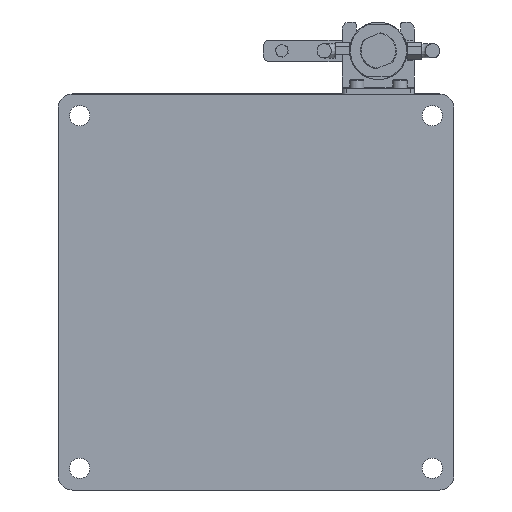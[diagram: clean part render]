
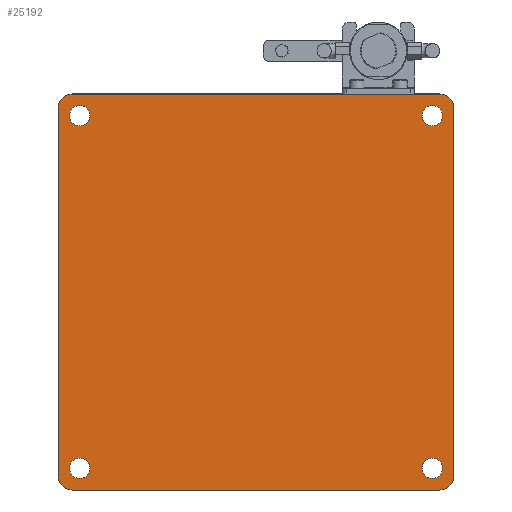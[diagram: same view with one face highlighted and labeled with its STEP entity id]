
A CAD part, left-side view. The second image highlights one B-rep face of the part: STEP entity #25192.
In plain terms, the highlighted planar face has unit normal (-1, 0, 0).
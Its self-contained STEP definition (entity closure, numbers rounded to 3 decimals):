
#21 = CARTESIAN_POINT ( 'NONE',  ( 567.253, -148.573, 298.568 ) ) ;
#28 = CIRCLE ( 'NONE', #19336, 7. ) ;
#214 = VERTEX_POINT ( 'NONE', #21 ) ;
#303 = ORIENTED_EDGE ( 'NONE', *, *, #1609, .T. ) ;
#507 = CIRCLE ( 'NONE', #16054, 7. ) ;
#859 = CARTESIAN_POINT ( 'NONE',  ( 567.253, -138.573, 288.568 ) ) ;
#1022 = EDGE_CURVE ( 'NONE', #16130, #214, #12275, .T. ) ;
#1059 = EDGE_CURVE ( 'NONE', #16984, #16984, #507, .T. ) ;
#1153 = DIRECTION ( 'NONE',  ( 0., 0., 1. ) ) ;
#1235 = CARTESIAN_POINT ( 'NONE',  ( 567.253, 116.427, 298.568 ) ) ;
#1462 = CARTESIAN_POINT ( 'NONE',  ( 567.253, 111.427, 310.568 ) ) ;
#1503 = EDGE_LOOP ( 'NONE', ( #15442 ) ) ;
#1544 = EDGE_LOOP ( 'NONE', ( #7753, #4311, #4508, #6712, #10623, #3665, #303, #11336 ) ) ;
#1609 = EDGE_CURVE ( 'NONE', #214, #6844, #25249, .T. ) ;
#2463 = VERTEX_POINT ( 'NONE', #11030 ) ;
#2516 = DIRECTION ( 'NONE',  ( 0., 0., 1. ) ) ;
#2652 = DIRECTION ( 'NONE',  ( -1., 0., 0. ) ) ;
#3009 = CARTESIAN_POINT ( 'NONE',  ( 567.253, 111.427, 555.568 ) ) ;
#3665 = ORIENTED_EDGE ( 'NONE', *, *, #1022, .T. ) ;
#3886 = CARTESIAN_POINT ( 'NONE',  ( 567.253, 111.427, 303.568 ) ) ;
#4102 = CARTESIAN_POINT ( 'NONE',  ( 567.253, -138.573, 553.568 ) ) ;
#4143 = DIRECTION ( 'NONE',  ( 1., 0., 0. ) ) ;
#4290 = CIRCLE ( 'NONE', #5551, 7. ) ;
#4305 = VECTOR ( 'NONE', #8856, 1000. ) ;
#4311 = ORIENTED_EDGE ( 'NONE', *, *, #10759, .T. ) ;
#4508 = ORIENTED_EDGE ( 'NONE', *, *, #5844, .T. ) ;
#4567 = DIRECTION ( 'NONE',  ( 1., 0., 0. ) ) ;
#5222 = CIRCLE ( 'NONE', #23702, 7. ) ;
#5315 = DIRECTION ( 'NONE',  ( -1., 0., 0. ) ) ;
#5551 = AXIS2_PLACEMENT_3D ( 'NONE', #21657, #16021, #7603 ) ;
#5844 = EDGE_CURVE ( 'NONE', #25379, #2463, #12902, .T. ) ;
#6272 = ORIENTED_EDGE ( 'NONE', *, *, #8448, .T. ) ;
#6281 = CARTESIAN_POINT ( 'NONE',  ( 567.253, -138.573, 563.568 ) ) ;
#6366 = EDGE_LOOP ( 'NONE', ( #6272 ) ) ;
#6712 = ORIENTED_EDGE ( 'NONE', *, *, #9583, .T. ) ;
#6844 = VERTEX_POINT ( 'NONE', #22136 ) ;
#7022 = CARTESIAN_POINT ( 'NONE',  ( 567.253, -148.573, 426.068 ) ) ;
#7040 = CARTESIAN_POINT ( 'NONE',  ( 567.253, -11.073, 426.068 ) ) ;
#7233 = LINE ( 'NONE', #21148, #22251 ) ;
#7548 = EDGE_CURVE ( 'NONE', #19756, #16130, #20816, .T. ) ;
#7603 = DIRECTION ( 'NONE',  ( 0., 0., 1. ) ) ;
#7753 = ORIENTED_EDGE ( 'NONE', *, *, #22170, .T. ) ;
#7771 = VERTEX_POINT ( 'NONE', #1462 ) ;
#8448 = EDGE_CURVE ( 'NONE', #7771, #7771, #5222, .T. ) ;
#8506 = CARTESIAN_POINT ( 'NONE',  ( 567.253, -133.573, 548.568 ) ) ;
#8658 = DIRECTION ( 'NONE',  ( 0., 0., 1. ) ) ;
#8787 = CARTESIAN_POINT ( 'NONE',  ( 567.253, 116.427, 553.568 ) ) ;
#8856 = DIRECTION ( 'NONE',  ( 0., 0., 1. ) ) ;
#9000 = VECTOR ( 'NONE', #24610, 1000. ) ;
#9583 = EDGE_CURVE ( 'NONE', #2463, #19756, #13671, .T. ) ;
#10623 = ORIENTED_EDGE ( 'NONE', *, *, #7548, .T. ) ;
#10672 = VECTOR ( 'NONE', #18419, 1000. ) ;
#10759 = EDGE_CURVE ( 'NONE', #18506, #25379, #22904, .T. ) ;
#10859 = DIRECTION ( 'NONE',  ( 0., 0., 1. ) ) ;
#10893 = CARTESIAN_POINT ( 'NONE',  ( 567.253, 116.427, 563.568 ) ) ;
#11030 = CARTESIAN_POINT ( 'NONE',  ( 567.253, 126.427, 298.568 ) ) ;
#11242 = VERTEX_POINT ( 'NONE', #6281 ) ;
#11336 = ORIENTED_EDGE ( 'NONE', *, *, #25877, .T. ) ;
#11368 = FACE_BOUND ( 'NONE', #25001, .T. ) ;
#11452 = CARTESIAN_POINT ( 'NONE',  ( 567.253, 116.427, 288.568 ) ) ;
#12275 = CIRCLE ( 'NONE', #20245, 10. ) ;
#12391 = AXIS2_PLACEMENT_3D ( 'NONE', #7040, #19384, #23047 ) ;
#12778 = CARTESIAN_POINT ( 'NONE',  ( 567.253, -133.573, 555.568 ) ) ;
#12902 = LINE ( 'NONE', #20901, #10672 ) ;
#13099 = DIRECTION ( 'NONE',  ( 0., 0., 1. ) ) ;
#13671 = CIRCLE ( 'NONE', #15776, 10. ) ;
#14216 = VERTEX_POINT ( 'NONE', #24292 ) ;
#14484 = EDGE_CURVE ( 'NONE', #14216, #14216, #28, .T. ) ;
#14927 = CIRCLE ( 'NONE', #18281, 10. ) ;
#15060 = PLANE ( 'NONE',  #12391 ) ;
#15297 = CARTESIAN_POINT ( 'NONE',  ( 567.253, 126.427, 553.568 ) ) ;
#15442 = ORIENTED_EDGE ( 'NONE', *, *, #1059, .T. ) ;
#15776 = AXIS2_PLACEMENT_3D ( 'NONE', #1235, #5315, #19766 ) ;
#16021 = DIRECTION ( 'NONE',  ( 1., 0., 0. ) ) ;
#16054 = AXIS2_PLACEMENT_3D ( 'NONE', #8506, #16532, #13099 ) ;
#16130 = VERTEX_POINT ( 'NONE', #859 ) ;
#16532 = DIRECTION ( 'NONE',  ( 1., 0., 0. ) ) ;
#16984 = VERTEX_POINT ( 'NONE', #12778 ) ;
#17041 = FACE_BOUND ( 'NONE', #1503, .T. ) ;
#17295 = EDGE_CURVE ( 'NONE', #20994, #20994, #4290, .T. ) ;
#17417 = EDGE_LOOP ( 'NONE', ( #24934 ) ) ;
#17910 = AXIS2_PLACEMENT_3D ( 'NONE', #8787, #19158, #1153 ) ;
#17965 = DIRECTION ( 'NONE',  ( 0., 0., 1. ) ) ;
#18095 = ORIENTED_EDGE ( 'NONE', *, *, #17295, .T. ) ;
#18281 = AXIS2_PLACEMENT_3D ( 'NONE', #4102, #2652, #2516 ) ;
#18419 = DIRECTION ( 'NONE',  ( 0., 0., -1. ) ) ;
#18506 = VERTEX_POINT ( 'NONE', #10893 ) ;
#18920 = DIRECTION ( 'NONE',  ( 0., 1., 0. ) ) ;
#18988 = FACE_BOUND ( 'NONE', #6366, .T. ) ;
#19158 = DIRECTION ( 'NONE',  ( -1., 0., 0. ) ) ;
#19336 = AXIS2_PLACEMENT_3D ( 'NONE', #22308, #4567, #8658 ) ;
#19384 = DIRECTION ( 'NONE',  ( -1., 0., 0. ) ) ;
#19756 = VERTEX_POINT ( 'NONE', #11452 ) ;
#19766 = DIRECTION ( 'NONE',  ( 0., 0., 1. ) ) ;
#20245 = AXIS2_PLACEMENT_3D ( 'NONE', #20715, #20584, #10859 ) ;
#20584 = DIRECTION ( 'NONE',  ( -1., 0., 0. ) ) ;
#20715 = CARTESIAN_POINT ( 'NONE',  ( 567.253, -138.573, 298.568 ) ) ;
#20816 = LINE ( 'NONE', #24733, #9000 ) ;
#20901 = CARTESIAN_POINT ( 'NONE',  ( 567.253, 126.427, 426.068 ) ) ;
#20994 = VERTEX_POINT ( 'NONE', #3009 ) ;
#21148 = CARTESIAN_POINT ( 'NONE',  ( 567.253, -11.073, 563.568 ) ) ;
#21342 = FACE_OUTER_BOUND ( 'NONE', #1544, .T. ) ;
#21657 = CARTESIAN_POINT ( 'NONE',  ( 567.253, 111.427, 548.568 ) ) ;
#22136 = CARTESIAN_POINT ( 'NONE',  ( 567.253, -148.573, 553.568 ) ) ;
#22170 = EDGE_CURVE ( 'NONE', #11242, #18506, #7233, .T. ) ;
#22251 = VECTOR ( 'NONE', #18920, 1000. ) ;
#22308 = CARTESIAN_POINT ( 'NONE',  ( 567.253, -133.573, 303.568 ) ) ;
#22904 = CIRCLE ( 'NONE', #17910, 10. ) ;
#23047 = DIRECTION ( 'NONE',  ( 0., 0., 1. ) ) ;
#23702 = AXIS2_PLACEMENT_3D ( 'NONE', #3886, #4143, #17965 ) ;
#24292 = CARTESIAN_POINT ( 'NONE',  ( 567.253, -133.573, 310.568 ) ) ;
#24610 = DIRECTION ( 'NONE',  ( 0., -1., 0. ) ) ;
#24733 = CARTESIAN_POINT ( 'NONE',  ( 567.253, -11.073, 288.568 ) ) ;
#24934 = ORIENTED_EDGE ( 'NONE', *, *, #14484, .T. ) ;
#25001 = EDGE_LOOP ( 'NONE', ( #18095 ) ) ;
#25016 = FACE_BOUND ( 'NONE', #17417, .T. ) ;
#25192 = ADVANCED_FACE ( 'NONE', ( #17041, #18988, #21342, #11368, #25016 ), #15060, .T. ) ;
#25249 = LINE ( 'NONE', #7022, #4305 ) ;
#25379 = VERTEX_POINT ( 'NONE', #15297 ) ;
#25877 = EDGE_CURVE ( 'NONE', #6844, #11242, #14927, .T. ) ;
